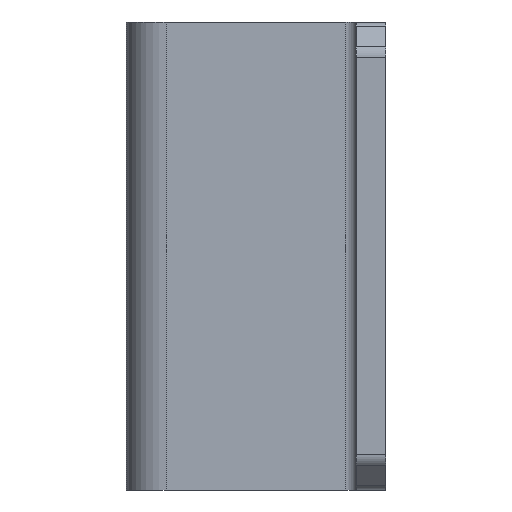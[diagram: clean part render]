
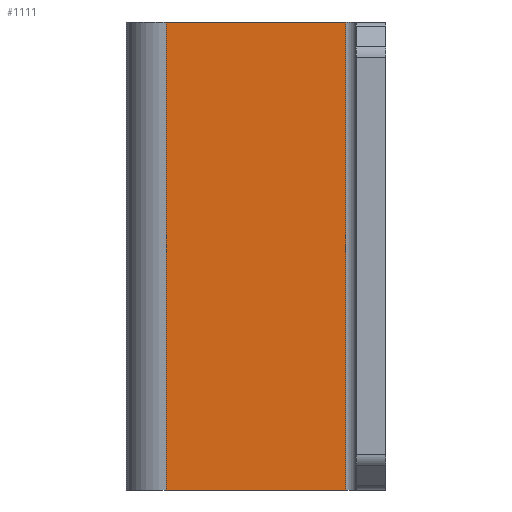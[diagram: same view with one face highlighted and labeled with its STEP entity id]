
A CAD part, left-side view. The second image highlights one B-rep face of the part: STEP entity #1111.
In plain terms, the highlighted planar face has unit normal (-1, 0, 0).
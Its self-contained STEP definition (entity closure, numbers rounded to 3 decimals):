
#56 = CARTESIAN_POINT ( 'NONE',  ( -30., 0., -16. ) ) ;
#121 = DIRECTION ( 'NONE',  ( 1., 0., 0. ) ) ;
#178 = EDGE_LOOP ( 'NONE', ( #855, #2320, #1238, #2808 ) ) ;
#209 = CARTESIAN_POINT ( 'NONE',  ( -30., -2.737, -16. ) ) ;
#609 = VERTEX_POINT ( 'NONE', #1089 ) ;
#839 = LINE ( 'NONE', #56, #3773 ) ;
#855 = ORIENTED_EDGE ( 'NONE', *, *, #1840, .F. ) ;
#980 = AXIS2_PLACEMENT_3D ( 'NONE', #3387, #121, #3333 ) ;
#1079 = DIRECTION ( 'NONE',  ( 0., 0., -1. ) ) ;
#1089 = CARTESIAN_POINT ( 'NONE',  ( -30., -15., 16. ) ) ;
#1111 = ADVANCED_FACE ( 'NONE', ( #1718 ), #2769, .F. ) ;
#1162 = LINE ( 'NONE', #1701, #3270 ) ;
#1238 = ORIENTED_EDGE ( 'NONE', *, *, #1966, .F. ) ;
#1503 = EDGE_CURVE ( 'NONE', #1550, #2660, #839, .T. ) ;
#1550 = VERTEX_POINT ( 'NONE', #209 ) ;
#1558 = CARTESIAN_POINT ( 'NONE',  ( -30., 0., 16. ) ) ;
#1701 = CARTESIAN_POINT ( 'NONE',  ( -30., -2.737, 16. ) ) ;
#1715 = DIRECTION ( 'NONE',  ( 0., 0., 1. ) ) ;
#1718 = FACE_OUTER_BOUND ( 'NONE', #178, .T. ) ;
#1840 = EDGE_CURVE ( 'NONE', #609, #2660, #2806, .T. ) ;
#1966 = EDGE_CURVE ( 'NONE', #1550, #2105, #1162, .T. ) ;
#2105 = VERTEX_POINT ( 'NONE', #2298 ) ;
#2106 = DIRECTION ( 'NONE',  ( 0., -1., 0. ) ) ;
#2122 = CARTESIAN_POINT ( 'NONE',  ( -30., -15., -16. ) ) ;
#2298 = CARTESIAN_POINT ( 'NONE',  ( -30., -2.737, 16. ) ) ;
#2320 = ORIENTED_EDGE ( 'NONE', *, *, #3569, .T. ) ;
#2452 = LINE ( 'NONE', #1558, #3528 ) ;
#2580 = VECTOR ( 'NONE', #1079, 1000. ) ;
#2660 = VERTEX_POINT ( 'NONE', #2122 ) ;
#2769 = PLANE ( 'NONE',  #980 ) ;
#2806 = LINE ( 'NONE', #3408, #2580 ) ;
#2808 = ORIENTED_EDGE ( 'NONE', *, *, #1503, .T. ) ;
#3270 = VECTOR ( 'NONE', #1715, 1000. ) ;
#3333 = DIRECTION ( 'NONE',  ( 0., 1., 0. ) ) ;
#3387 = CARTESIAN_POINT ( 'NONE',  ( -30., 0., 0. ) ) ;
#3408 = CARTESIAN_POINT ( 'NONE',  ( -30., -15., 16. ) ) ;
#3528 = VECTOR ( 'NONE', #3555, 1000. ) ;
#3555 = DIRECTION ( 'NONE',  ( 0., 1., 0. ) ) ;
#3569 = EDGE_CURVE ( 'NONE', #609, #2105, #2452, .T. ) ;
#3773 = VECTOR ( 'NONE', #2106, 1000. ) ;
